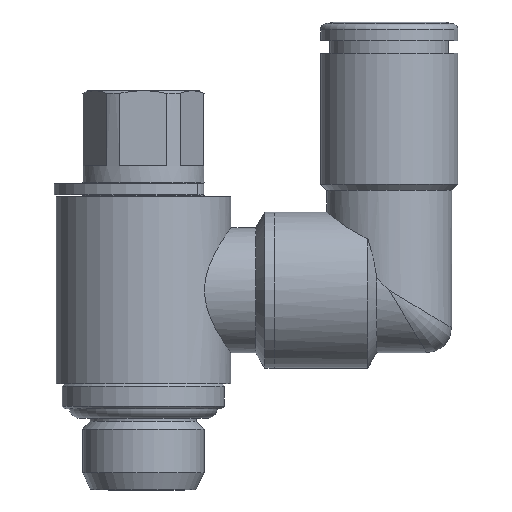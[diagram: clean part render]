
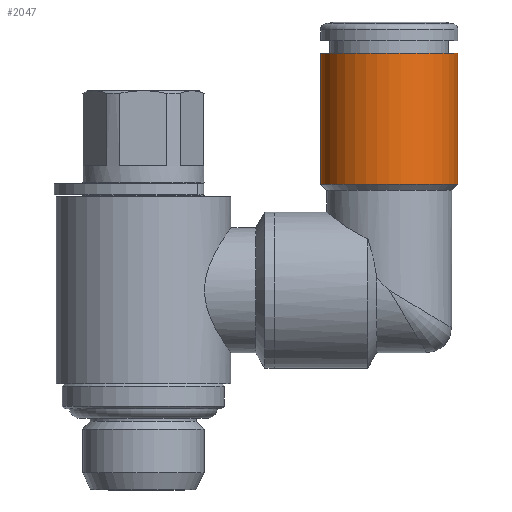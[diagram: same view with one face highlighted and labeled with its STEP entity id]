
A CAD part, front view. The second image highlights one B-rep face of the part: STEP entity #2047.
In plain terms, the highlighted cylindrical face has radius 5.5 mm (diameter 11 mm), a full revolution.
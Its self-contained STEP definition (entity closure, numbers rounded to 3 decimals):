
#179=FACE_BOUND('',#820,.T.);
#410=CYLINDRICAL_SURFACE('',#2336,5.5);
#568=FACE_OUTER_BOUND('',#819,.T.);
#819=EDGE_LOOP('',(#1285));
#820=EDGE_LOOP('',(#1286));
#1285=ORIENTED_EDGE('',*,*,#1547,.T.);
#1286=ORIENTED_EDGE('',*,*,#1546,.F.);
#1546=EDGE_CURVE('',#1737,#1737,#1885,.T.);
#1547=EDGE_CURVE('',#1738,#1738,#1886,.T.);
#1737=VERTEX_POINT('',#10545);
#1738=VERTEX_POINT('',#10548);
#1885=CIRCLE('',#2335,5.5);
#1886=CIRCLE('',#2337,5.5);
#2047=ADVANCED_FACE('',(#568,#179),#410,.T.);
#2335=AXIS2_PLACEMENT_3D('',#10546,#2946,#2947);
#2336=AXIS2_PLACEMENT_3D('',#10547,#2948,#2949);
#2337=AXIS2_PLACEMENT_3D('',#10549,#2950,#2951);
#2946=DIRECTION('center_axis',(0.,0.,-1.));
#2947=DIRECTION('ref_axis',(1.,0.,0.));
#2948=DIRECTION('center_axis',(0.,0.,1.));
#2949=DIRECTION('ref_axis',(1.,0.,0.));
#2950=DIRECTION('center_axis',(0.,0.,-1.));
#2951=DIRECTION('ref_axis',(1.,0.,0.));
#10545=CARTESIAN_POINT('',(51.776,19.299,22.873));
#10546=CARTESIAN_POINT('Origin',(46.276,19.299,22.873));
#10547=CARTESIAN_POINT('Origin',(46.276,19.299,22.873));
#10548=CARTESIAN_POINT('',(51.776,19.299,33.373));
#10549=CARTESIAN_POINT('Origin',(46.276,19.299,33.373));
